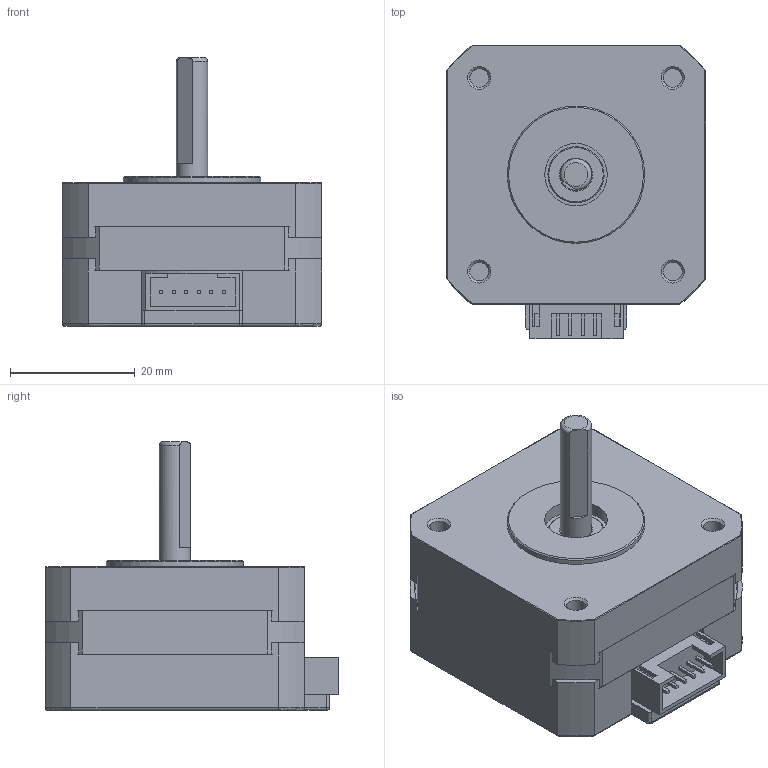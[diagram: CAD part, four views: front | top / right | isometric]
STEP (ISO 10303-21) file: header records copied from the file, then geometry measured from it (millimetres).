
FILE_DESCRIPTION(/* description */ ('Unknown'),/* implementation_level */ '2;1');
FILE_NAME(/* name */ 'nema17_pancake',/* time_stamp */ '2025-03-15T04:09:00-05:00',/* author */ ('Unknown'),/* organization */ ('Unknown'),/* preprocessor_version */ 'ST-DEVELOPER v19.4',/* originating_system */ 'Solid Edge',/* authorisation */ 'Unknown');
FILE_SCHEMA (('AUTOMOTIVE_DESIGN {1 0 10303 214 3 1 1}'));
Length unit declared in the file: millimetre
Products named in the file (8): nema17_pancake; back_plate; front_plate; stator; 625ZZ; rotor; connector; M3_screw
Assembly tree (11 placements, depth 2):
  nema17_pancake
    back_plate
    front_plate
    stator
    625ZZ  x2
    rotor
    connector
    M3_screw  x4
Bounding box: 41.5 x 47 x 43 mm (x, y, z)
Volume: 33013.6 mm3; surface area: 21862.5 mm2
Topology: 11 solids, 11 shells, 332 faces, 777 edges, 501 vertices
Faces by surface type: plane 199, cylinder 85, torus 27, cone 21
Full cylindrical faces by diameter (mm): 3 x16, 5 x4, 5.2 x4, 6.5 x4, 7 x2, 9 x5, 10 x1, 12.3 x4, 16 x4, 22 x3, 30 x1, 31 x2
Entity records: 8141 total; most frequent: CARTESIAN_POINT 1152, DIRECTION 1141, ORIENTED_EDGE 982, EDGE_CURVE 491, AXIS2_PLACEMENT_3D 415, EDGE_LOOP 362, FACE_BOUND 362, VERTEX_POINT 351
